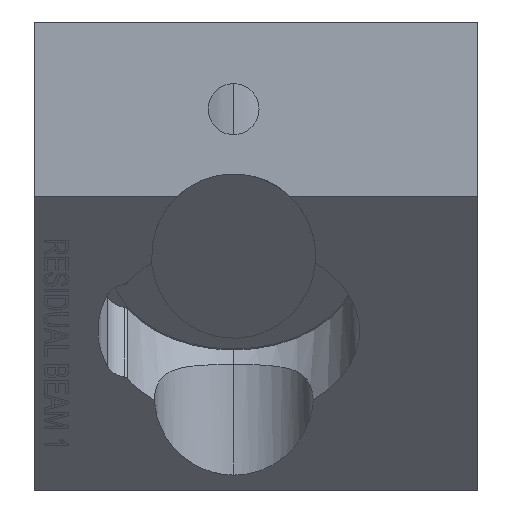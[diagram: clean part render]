
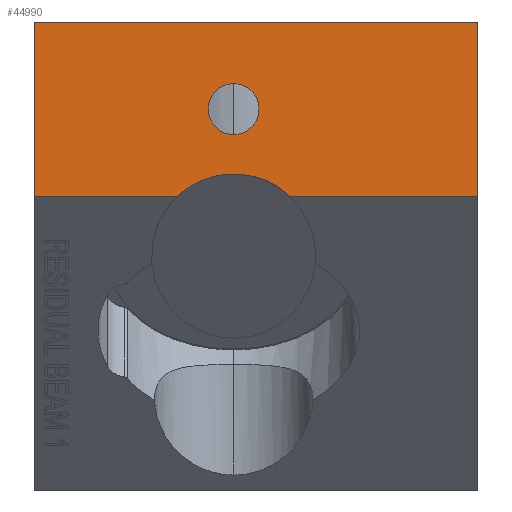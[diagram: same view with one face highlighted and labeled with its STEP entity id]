
A CAD part, left-side view. The second image highlights one B-rep face of the part: STEP entity #44990.
In plain terms, the highlighted planar face has unit normal (-1, 0, 0).
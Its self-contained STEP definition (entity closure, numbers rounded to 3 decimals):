
#1563 = CARTESIAN_POINT ( 'NONE',  ( -30.562, 1.115, 127.082 ) ) ;
#1935 = ORIENTED_EDGE ( 'NONE', *, *, #59117, .F. ) ;
#6652 = CARTESIAN_POINT ( 'NONE',  ( -30.562, 21.115, 118.332 ) ) ;
#7610 = LINE ( 'NONE', #102936, #23478 ) ;
#8427 = DIRECTION ( 'NONE',  ( 0., 0., 1. ) ) ;
#9353 = LINE ( 'NONE', #33832, #81524 ) ;
#17168 = CARTESIAN_POINT ( 'NONE',  ( -30.562, 1.115, 129.635 ) ) ;
#17765 = AXIS2_PLACEMENT_3D ( 'NONE', #1563, #57306, #96862 ) ;
#18885 = ORIENTED_EDGE ( 'NONE', *, *, #81971, .T. ) ;
#19703 = LINE ( 'NONE', #50973, #92895 ) ;
#20488 = AXIS2_PLACEMENT_3D ( 'NONE', #94899, #54313, #8427 ) ;
#20499 = LINE ( 'NONE', #93887, #69297 ) ;
#22120 = VERTEX_POINT ( 'NONE', #87681 ) ;
#23106 = VECTOR ( 'NONE', #98833, 1000. ) ;
#23478 = VECTOR ( 'NONE', #85802, 1000. ) ;
#24155 = CARTESIAN_POINT ( 'NONE',  ( -30.562, -4.547, 118.332 ) ) ;
#28018 = LINE ( 'NONE', #91561, #23106 ) ;
#31306 = CARTESIAN_POINT ( 'NONE',  ( -30.562, 21.115, 135.832 ) ) ;
#33023 = DIRECTION ( 'NONE',  ( 1., 0., 0. ) ) ;
#33359 = CIRCLE ( 'NONE', #76583, 8.25 ) ;
#33832 = CARTESIAN_POINT ( 'NONE',  ( -30.562, 20.365, 135.832 ) ) ;
#34046 = DIRECTION ( 'NONE',  ( 0., 0., -1. ) ) ;
#34889 = EDGE_CURVE ( 'NONE', #77429, #66647, #28018, .T. ) ;
#37808 = ORIENTED_EDGE ( 'NONE', *, *, #87511, .T. ) ;
#38136 = EDGE_LOOP ( 'NONE', ( #37808, #100976, #18885, #99413, #58469, #71104 ) ) ;
#42519 = VERTEX_POINT ( 'NONE', #24155 ) ;
#42652 = DIRECTION ( 'NONE',  ( 0., 0., 1. ) ) ;
#44310 = EDGE_CURVE ( 'NONE', #88966, #54716, #55425, .T. ) ;
#44990 = ADVANCED_FACE ( 'NONE', ( #80456, #78422 ), #63280, .T. ) ;
#47919 = DIRECTION ( 'NONE',  ( 0., -1., 0. ) ) ;
#49867 = CARTESIAN_POINT ( 'NONE',  ( -30.562, 6.778, 118.332 ) ) ;
#50575 = EDGE_CURVE ( 'NONE', #68261, #22120, #9353, .T. ) ;
#50973 = CARTESIAN_POINT ( 'NONE',  ( -30.562, 21.115, 88.832 ) ) ;
#54313 = DIRECTION ( 'NONE',  ( -1., 0., 0. ) ) ;
#54716 = VERTEX_POINT ( 'NONE', #67594 ) ;
#55425 = CIRCLE ( 'NONE', #20488, 2.553 ) ;
#57306 = DIRECTION ( 'NONE',  ( -1., 0., 0. ) ) ;
#58006 = CARTESIAN_POINT ( 'NONE',  ( -30.562, 1.115, 112.332 ) ) ;
#58469 = ORIENTED_EDGE ( 'NONE', *, *, #90650, .F. ) ;
#59117 = EDGE_CURVE ( 'NONE', #54716, #88966, #95962, .T. ) ;
#60020 = VERTEX_POINT ( 'NONE', #61056 ) ;
#61056 = CARTESIAN_POINT ( 'NONE',  ( -30.562, -23.385, 118.332 ) ) ;
#63280 = PLANE ( 'NONE',  #95240 ) ;
#64225 = EDGE_CURVE ( 'NONE', #60020, #42519, #7610, .T. ) ;
#66647 = VERTEX_POINT ( 'NONE', #6652 ) ;
#67594 = CARTESIAN_POINT ( 'NONE',  ( -30.562, 1.115, 124.53 ) ) ;
#68261 = VERTEX_POINT ( 'NONE', #31306 ) ;
#69297 = VECTOR ( 'NONE', #84587, 1000. ) ;
#71104 = ORIENTED_EDGE ( 'NONE', *, *, #34889, .F. ) ;
#74190 = DIRECTION ( 'NONE',  ( 0., -1., 0. ) ) ;
#74707 = DIRECTION ( 'NONE',  ( -1., 0., 0. ) ) ;
#76583 = AXIS2_PLACEMENT_3D ( 'NONE', #58006, #33023, #34046 ) ;
#77429 = VERTEX_POINT ( 'NONE', #49867 ) ;
#78422 = FACE_OUTER_BOUND ( 'NONE', #38136, .T. ) ;
#80456 = FACE_BOUND ( 'NONE', #98911, .T. ) ;
#81524 = VECTOR ( 'NONE', #47919, 1000. ) ;
#81971 = EDGE_CURVE ( 'NONE', #60020, #22120, #20499, .T. ) ;
#84587 = DIRECTION ( 'NONE',  ( 0., 0., 1. ) ) ;
#85802 = DIRECTION ( 'NONE',  ( 0., 1., 0. ) ) ;
#87511 = EDGE_CURVE ( 'NONE', #77429, #42519, #33359, .T. ) ;
#87681 = CARTESIAN_POINT ( 'NONE',  ( -30.562, -23.385, 135.832 ) ) ;
#88966 = VERTEX_POINT ( 'NONE', #17168 ) ;
#90650 = EDGE_CURVE ( 'NONE', #66647, #68261, #19703, .T. ) ;
#91561 = CARTESIAN_POINT ( 'NONE',  ( -30.562, -23.385, 118.332 ) ) ;
#92895 = VECTOR ( 'NONE', #42652, 1000. ) ;
#93887 = CARTESIAN_POINT ( 'NONE',  ( -30.562, -23.385, 88.832 ) ) ;
#94899 = CARTESIAN_POINT ( 'NONE',  ( -30.562, 1.115, 127.082 ) ) ;
#95240 = AXIS2_PLACEMENT_3D ( 'NONE', #97094, #74707, #74190 ) ;
#95962 = CIRCLE ( 'NONE', #17765, 2.553 ) ;
#96862 = DIRECTION ( 'NONE',  ( 0., 0., 1. ) ) ;
#97094 = CARTESIAN_POINT ( 'NONE',  ( -30.562, 20.365, 88.832 ) ) ;
#98833 = DIRECTION ( 'NONE',  ( 0., 1., 0. ) ) ;
#98911 = EDGE_LOOP ( 'NONE', ( #101169, #1935 ) ) ;
#99413 = ORIENTED_EDGE ( 'NONE', *, *, #50575, .F. ) ;
#100976 = ORIENTED_EDGE ( 'NONE', *, *, #64225, .F. ) ;
#101169 = ORIENTED_EDGE ( 'NONE', *, *, #44310, .F. ) ;
#102936 = CARTESIAN_POINT ( 'NONE',  ( -30.562, -23.385, 118.332 ) ) ;
